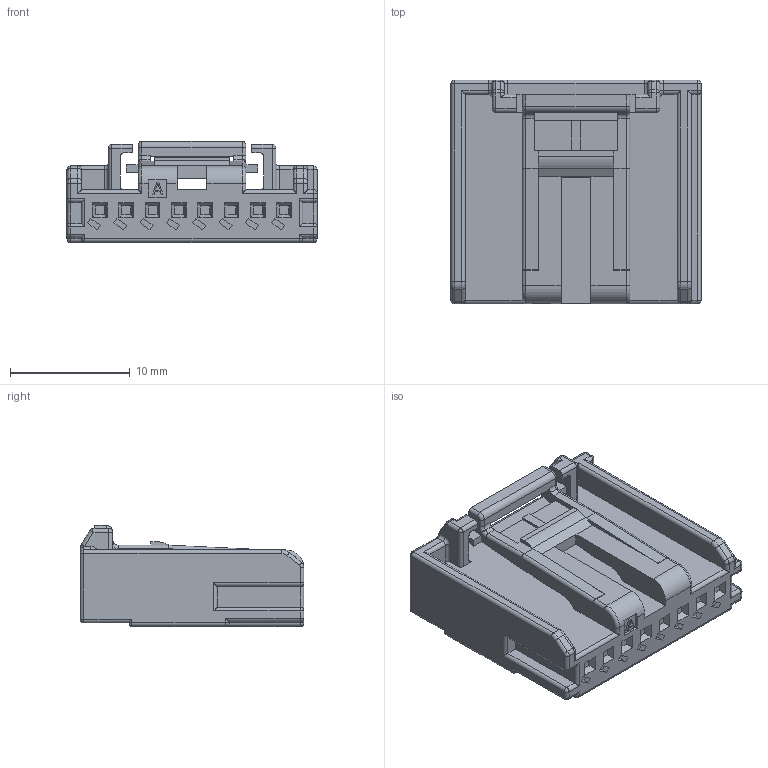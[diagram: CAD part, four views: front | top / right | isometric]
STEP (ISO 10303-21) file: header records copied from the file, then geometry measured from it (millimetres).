
FILE_DESCRIPTION((''),'2;1');
FILE_NAME('025_8F_HSG-B','2023-01-05T13:59:56',('jhryu'),(''),'CREO PARAMETRIC BY PTC INC, 2017380','CREO PARAMETRIC BY PTC INC, 2017380','');
FILE_SCHEMA(('CONFIG_CONTROL_DESIGN'));
Length unit declared in the file: millimetre
Products named in the file (1): 025_8F_HSG-B
Bounding box: 20.9 x 18.7 x 8.45 mm (x, y, z)
Volume: 1867.3 mm3; surface area: 2092.5 mm2
Topology: 1 solids, 1 shells, 850 faces, 2272 edges, 1445 vertices
Faces by surface type: plane 635, cylinder 155, torus 22, sphere 22, bspline 12, cone 4
Entity records: 26306 total; most frequent: CARTESIAN_POINT 5128, ORIENTED_EDGE 4504, DIRECTION 4161, EDGE_CURVE 2252, VECTOR 1915, LINE 1915, VERTEX_POINT 1445, AXIS2_PLACEMENT_3D 1123
